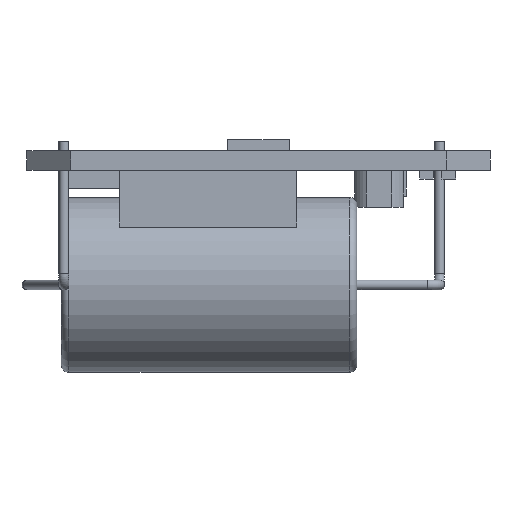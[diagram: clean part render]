
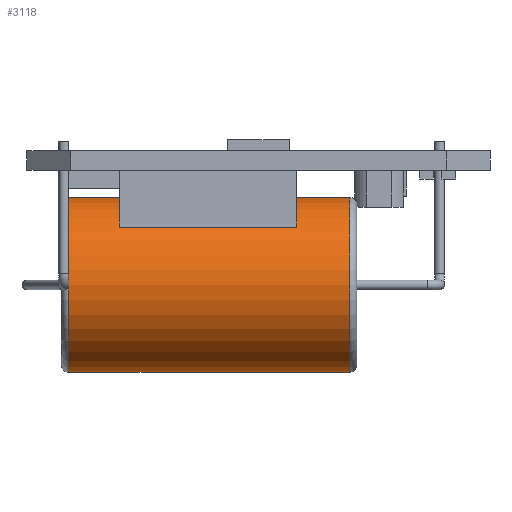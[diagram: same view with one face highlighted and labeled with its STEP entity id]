
A CAD part, front view. The second image highlights one B-rep face of the part: STEP entity #3118.
In plain terms, the highlighted cylindrical face has radius 7.1 mm (diameter 14.2 mm), a full revolution.
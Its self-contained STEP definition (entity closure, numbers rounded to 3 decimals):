
#631 = EDGE_CURVE ( 'NONE', #3075, #3075, #4674, .T. ) ;
#846 = FACE_OUTER_BOUND ( 'NONE', #4730, .T. ) ;
#989 = AXIS2_PLACEMENT_3D ( 'NONE', #1441, #1119, #3619 ) ;
#1119 = DIRECTION ( 'NONE',  ( 1., 0., 0. ) ) ;
#1307 = EDGE_CURVE ( 'NONE', #3832, #3832, #4510, .T. ) ;
#1377 = DIRECTION ( 'NONE',  ( -1., 0., 0. ) ) ;
#1441 = CARTESIAN_POINT ( 'NONE',  ( -15.4, 1.7, -9.3 ) ) ;
#1672 = AXIS2_PLACEMENT_3D ( 'NONE', #2473, #1377, #2498 ) ;
#1806 = AXIS2_PLACEMENT_3D ( 'NONE', #2409, #3536, #4647 ) ;
#2309 = FACE_OUTER_BOUND ( 'NONE', #4361, .T. ) ;
#2366 = CARTESIAN_POINT ( 'NONE',  ( -15.4, 1.7, -16.4 ) ) ;
#2409 = CARTESIAN_POINT ( 'NONE',  ( -16., 1.7, -9.3 ) ) ;
#2473 = CARTESIAN_POINT ( 'NONE',  ( 7.4, 1.7, -9.3 ) ) ;
#2498 = DIRECTION ( 'NONE',  ( 0., 0., -1. ) ) ;
#3075 = VERTEX_POINT ( 'NONE', #4552 ) ;
#3118 = ADVANCED_FACE ( 'NONE', ( #846, #2309 ), #4154, .T. ) ;
#3536 = DIRECTION ( 'NONE',  ( 1., 0., 0. ) ) ;
#3619 = DIRECTION ( 'NONE',  ( 0., 0., -1. ) ) ;
#3795 = ORIENTED_EDGE ( 'NONE', *, *, #1307, .T. ) ;
#3832 = VERTEX_POINT ( 'NONE', #2366 ) ;
#4154 = CYLINDRICAL_SURFACE ( 'NONE', #1806, 7.1 ) ;
#4361 = EDGE_LOOP ( 'NONE', ( #4617 ) ) ;
#4510 = CIRCLE ( 'NONE', #989, 7.1 ) ;
#4552 = CARTESIAN_POINT ( 'NONE',  ( 7.4, 1.7, -16.4 ) ) ;
#4617 = ORIENTED_EDGE ( 'NONE', *, *, #631, .T. ) ;
#4647 = DIRECTION ( 'NONE',  ( 0., 0., -1. ) ) ;
#4674 = CIRCLE ( 'NONE', #1672, 7.1 ) ;
#4730 = EDGE_LOOP ( 'NONE', ( #3795 ) ) ;
